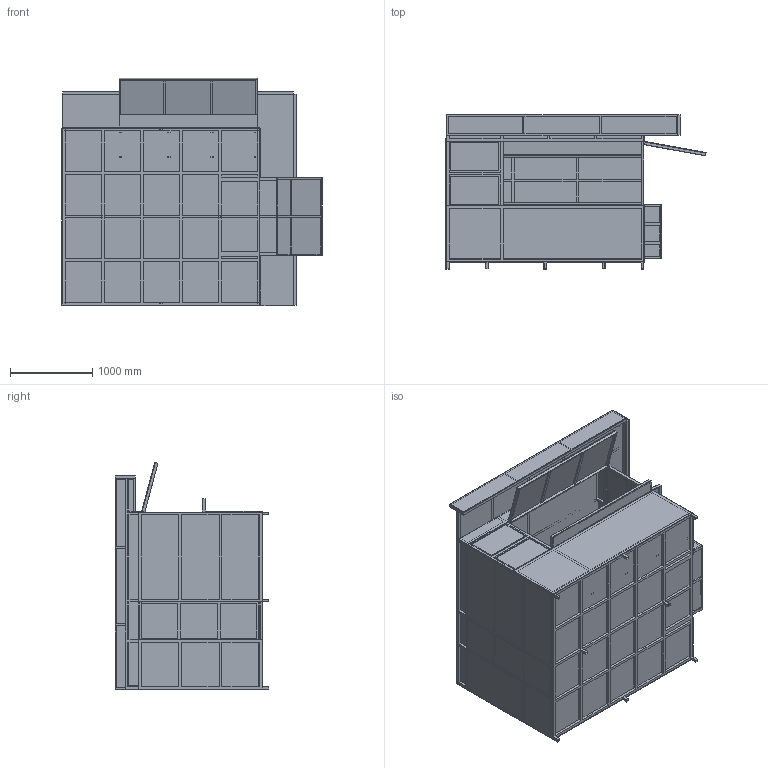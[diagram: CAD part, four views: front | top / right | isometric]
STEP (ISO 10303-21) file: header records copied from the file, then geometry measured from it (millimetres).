
FILE_DESCRIPTION(('FreeCAD Model'),'2;1');
FILE_NAME('Open CASCADE Shape Model','2025-05-01T09:56:44',('FreeCAD'),( 'FreeCAD'),'Open CASCADE STEP processor 7.6','FreeCAD','Unknown');
FILE_SCHEMA(('AUTOMOTIVE_DESIGN { 1 0 10303 214 1 1 1 1 }'));
Length unit declared in the file: millimetre
Products named in the file (1): Open CASCADE STEP translator 7.6 1
Bounding box: 3162.48 x 1868.82 x 2769.58 mm (x, y, z)
Volume: 403358331 mm3; surface area: 82527155.8 mm2
Topology: 39 solids, 39 shells, 938 faces, 2707 edges, 1719 vertices
Faces by surface type: bspline 938
Entity records: 27624 total; most frequent: CARTESIAN_POINT 10886, ORIENTED_EDGE 5414, EDGE_CURVE 2707, B_SPLINE_CURVE_WITH_KNOTS 2707, VERTEX_POINT 1719, FACE_BOUND 1111, EDGE_LOOP 1111, ADVANCED_FACE 938
